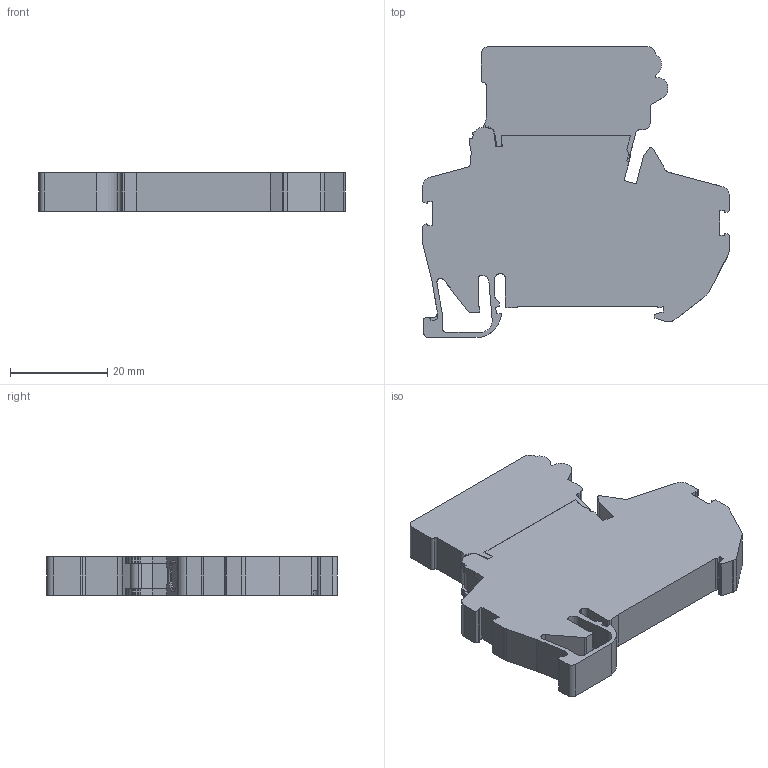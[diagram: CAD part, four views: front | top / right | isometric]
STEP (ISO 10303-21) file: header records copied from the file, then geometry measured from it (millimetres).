
FILE_DESCRIPTION (( 'STEP AP214' ), '1' );
FILE_NAME ('307249_PYK 4S_Grey.STP', '2015-08-05T06:57:27', ( '' ), ( '' ), 'SwSTEP 2.0', 'SolidWorks 2015', '' );
FILE_SCHEMA (( 'AUTOMOTIVE_DESIGN' ));
Length unit declared in the file: millimetre
Products named in the file (1): 307249_PYK 4S_Grey
Bounding box: 63.11 x 59.83 x 8 mm (x, y, z)
Volume: 20360.9 mm3; surface area: 7997.6 mm2
Topology: 1 solids, 5 shells, 261 faces, 745 edges, 495 vertices
Faces by surface type: plane 155, cylinder 94, cone 8, bspline 4
Entity records: 11137 total; most frequent: CARTESIAN_POINT 2014, ORIENTED_EDGE 1490, DIRECTION 1412, EDGE_CURVE 745, VECTOR 516, LINE 516, VERTEX_POINT 495, AXIS2_PLACEMENT_3D 448
